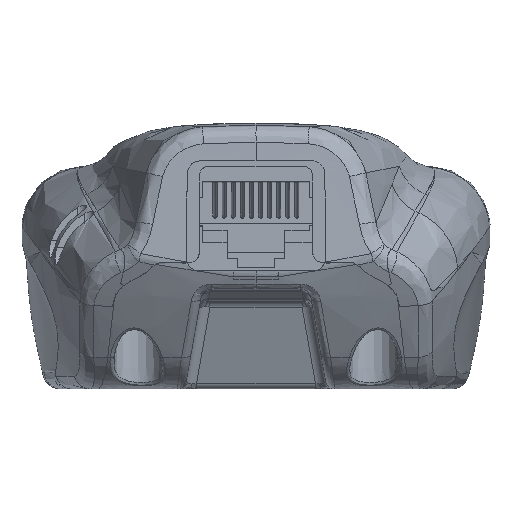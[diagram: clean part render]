
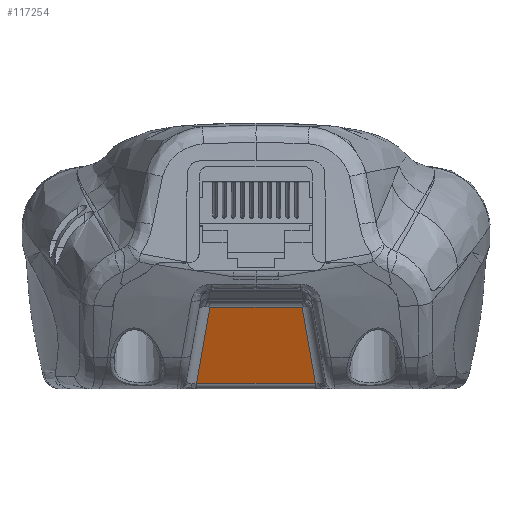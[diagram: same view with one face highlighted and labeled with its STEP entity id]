
A CAD part, front view. The second image highlights one B-rep face of the part: STEP entity #117254.
In plain terms, the highlighted planar face has unit normal (0, -0.937, -0.35).
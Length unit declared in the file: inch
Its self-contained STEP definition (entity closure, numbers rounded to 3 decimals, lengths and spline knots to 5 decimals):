
#1023 = FACE_OUTER_BOUND ( 'NONE', #16821, .T. ) ;
#12477 = DIRECTION ( 'NONE',  ( -0.163, -0.345, 0.924 ) ) ;
#16821 = EDGE_LOOP ( 'NONE', ( #85437, #103224, #154242, #30015 ) ) ;
#20337 = EDGE_CURVE ( 'NONE', #186946, #186920, #72855, .T. ) ;
#28897 = VECTOR ( 'NONE', #193619, 39.37008 ) ;
#30015 = ORIENTED_EDGE ( 'NONE', *, *, #132802, .F. ) ;
#30350 = VECTOR ( 'NONE', #12477, 39.37008 ) ;
#54038 = VERTEX_POINT ( 'NONE', #193402 ) ;
#60999 = EDGE_CURVE ( 'NONE', #54038, #150301, #185850, .T. ) ;
#70458 = CARTESIAN_POINT ( 'NONE',  ( 0.23622, -2.05307, 0.3618 ) ) ;
#71516 = CARTESIAN_POINT ( 'NONE',  ( 0.23622, -1.92761, 0.02569 ) ) ;
#72855 = LINE ( 'NONE', #135443, #85162 ) ;
#74890 = DIRECTION ( 'NONE',  ( -0.163, 0.345, -0.924 ) ) ;
#82851 = LINE ( 'NONE', #71516, #28897 ) ;
#85162 = VECTOR ( 'NONE', #74890, 39.37008 ) ;
#85437 = ORIENTED_EDGE ( 'NONE', *, *, #60999, .T. ) ;
#93850 = EDGE_CURVE ( 'NONE', #150301, #186946, #196629, .T. ) ;
#98749 = VECTOR ( 'NONE', #179212, 39.37008 ) ;
#103224 = ORIENTED_EDGE ( 'NONE', *, *, #93850, .T. ) ;
#104606 = CARTESIAN_POINT ( 'NONE',  ( -0.2626, -1.92761, 0.02569 ) ) ;
#117254 = ADVANCED_FACE ( 'NONE', ( #1023 ), #145671, .T. ) ;
#119227 = CARTESIAN_POINT ( 'NONE',  ( 0.2626, -1.92761, 0.02569 ) ) ;
#132802 = EDGE_CURVE ( 'NONE', #54038, #186920, #82851, .T. ) ;
#135443 = CARTESIAN_POINT ( 'NONE',  ( -0.20334, -2.05307, 0.3618 ) ) ;
#145671 = PLANE ( 'NONE',  #185485 ) ;
#150301 = VERTEX_POINT ( 'NONE', #161273 ) ;
#154242 = ORIENTED_EDGE ( 'NONE', *, *, #20337, .T. ) ;
#161273 = CARTESIAN_POINT ( 'NONE',  ( 0.20334, -2.05307, 0.3618 ) ) ;
#168200 = CARTESIAN_POINT ( 'NONE',  ( -0.20334, -2.05307, 0.3618 ) ) ;
#176426 = DIRECTION ( 'NONE',  ( 0., 0.35, -0.937 ) ) ;
#179212 = DIRECTION ( 'NONE',  ( -1., 0., 0. ) ) ;
#185485 = AXIS2_PLACEMENT_3D ( 'NONE', #191815, #190797, #176426 ) ;
#185850 = LINE ( 'NONE', #119227, #30350 ) ;
#186920 = VERTEX_POINT ( 'NONE', #104606 ) ;
#186946 = VERTEX_POINT ( 'NONE', #168200 ) ;
#190797 = DIRECTION ( 'NONE',  ( 0., -0.937, -0.35 ) ) ;
#191815 = CARTESIAN_POINT ( 'NONE',  ( 0.23622, -1.8922, -0.06918 ) ) ;
#193402 = CARTESIAN_POINT ( 'NONE',  ( 0.2626, -1.92761, 0.02569 ) ) ;
#193619 = DIRECTION ( 'NONE',  ( -1., 0., 0. ) ) ;
#196629 = LINE ( 'NONE', #70458, #98749 ) ;
